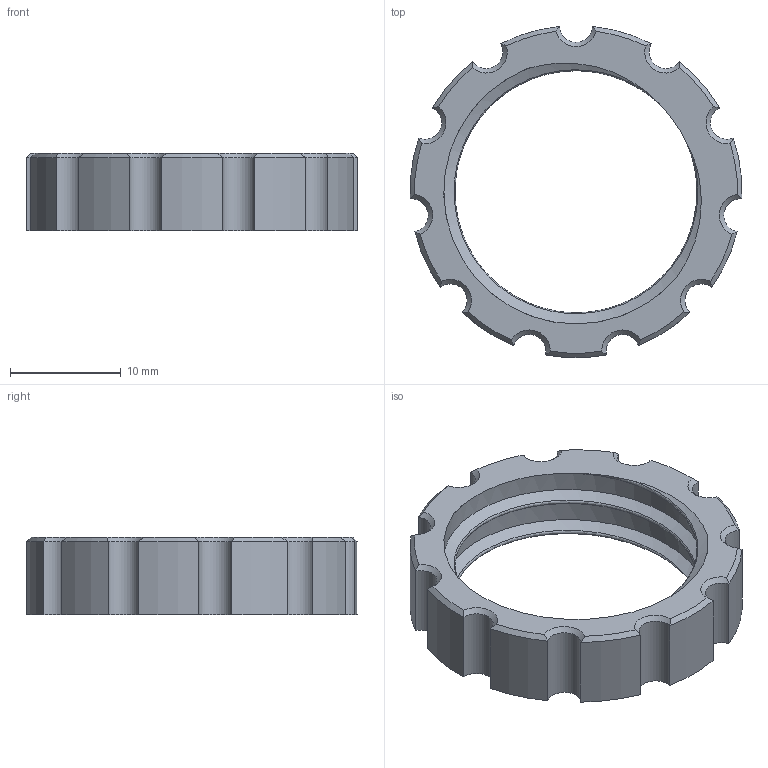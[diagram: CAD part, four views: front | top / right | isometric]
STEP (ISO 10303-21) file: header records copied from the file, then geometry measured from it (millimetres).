
FILE_DESCRIPTION(/* description */ ('STEP AP242','CAx-IF Rec.Pracs.---Representation and Presentation of Product Manufacturing Information (PMI)---4.0---2014-10-13','CAx-IF Rec.Pracs.---3D Tessellated Geometry---0.4---2014-09-14','2;1'),/* implementation_level */ '2;1');
FILE_NAME(/* name */ '65035ecb5d9ad0087ea2a15f',/* time_stamp */ '2023-09-14T19:28:11Z',/* author */ (''),/* organization */ (''),/* preprocessor_version */ 'ST-DEVELOPER v19.4',/* originating_system */ ' ',/* authorisation */ ' ');
FILE_SCHEMA (('AP242_MANAGED_MODEL_BASED_3D_ENGINEERING_MIM_LF { 1 0 10303 442 1 1 4 }'));
Length unit declared in the file: metre
Products named in the file (1): nut
Bounding box: 29.97 x 29.9 x 7 mm (x, y, z)
Volume: 1661.2 mm3; surface area: 1919.2 mm2
Topology: 1 solids, 1 shells, 50 faces, 122 edges, 74 vertices
Faces by surface type: cylinder 23, cone 22, bspline 3, plane 2
Entity records: 2180 total; most frequent: CARTESIAN_POINT 1003, DIRECTION 254, ORIENTED_EDGE 244, EDGE_CURVE 122, AXIS2_PLACEMENT_3D 116, VERTEX_POINT 74, CIRCLE 68, EDGE_LOOP 52
